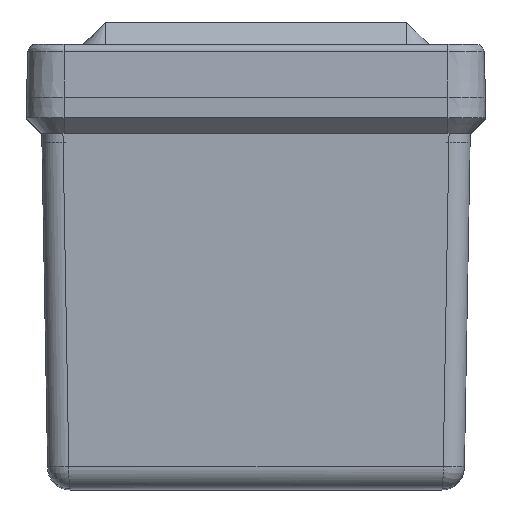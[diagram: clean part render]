
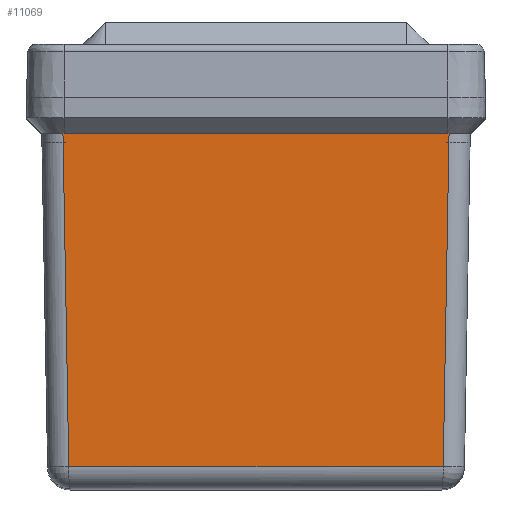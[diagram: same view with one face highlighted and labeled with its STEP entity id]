
A CAD part, top view. The second image highlights one B-rep face of the part: STEP entity #11069.
In plain terms, the highlighted planar face has unit normal (0, -0.018, 1).
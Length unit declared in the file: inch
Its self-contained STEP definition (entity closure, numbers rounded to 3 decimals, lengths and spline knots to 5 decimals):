
#435 = EDGE_CURVE ( 'NONE', #3865, #1222, #7428, .T. ) ;
#1075 = VECTOR ( 'NONE', #17722, 39.37008 ) ;
#1119 = LINE ( 'NONE', #11358, #11855 ) ;
#1222 = VERTEX_POINT ( 'NONE', #10682 ) ;
#2183 = AXIS2_PLACEMENT_3D ( 'NONE', #15214, #16862, #7366 ) ;
#2436 = LINE ( 'NONE', #6003, #18889 ) ;
#2622 = CARTESIAN_POINT ( 'NONE',  ( 1.60237, 2.9525, 3.18449 ) ) ;
#2854 = VERTEX_POINT ( 'NONE', #11591 ) ;
#3226 = VECTOR ( 'NONE', #10529, 39.37008 ) ;
#3236 = EDGE_CURVE ( 'NONE', #13803, #15264, #11369, .T. ) ;
#3683 = EDGE_CURVE ( 'NONE', #3865, #15264, #5328, .T. ) ;
#3865 = VERTEX_POINT ( 'NONE', #19597 ) ;
#4056 = PLANE ( 'NONE',  #2183 ) ;
#5205 = FACE_OUTER_BOUND ( 'NONE', #9690, .T. ) ;
#5242 = CARTESIAN_POINT ( 'NONE',  ( -1.60237, 2.9525, 3.18449 ) ) ;
#5328 = LINE ( 'NONE', #14538, #1075 ) ;
#5548 = ORIENTED_EDGE ( 'NONE', *, *, #16138, .T. ) ;
#5982 = CARTESIAN_POINT ( 'NONE',  ( 1.59375, 2.9525, 3.18449 ) ) ;
#6003 = CARTESIAN_POINT ( 'NONE',  ( 0., 2.9525, 3.18449 ) ) ;
#6401 = CARTESIAN_POINT ( 'NONE',  ( 0.79688, 0.18423, 3.13617 ) ) ;
#7366 = DIRECTION ( 'NONE',  ( 0., -1., -0.017 ) ) ;
#7403 = ORIENTED_EDGE ( 'NONE', *, *, #3683, .T. ) ;
#7428 = LINE ( 'NONE', #6401, #17075 ) ;
#7958 = CARTESIAN_POINT ( 'NONE',  ( 0., 2.9525, 3.18449 ) ) ;
#8105 = ORIENTED_EDGE ( 'NONE', *, *, #11160, .F. ) ;
#8144 = ORIENTED_EDGE ( 'NONE', *, *, #435, .F. ) ;
#8323 = ORIENTED_EDGE ( 'NONE', *, *, #9694, .T. ) ;
#9690 = EDGE_LOOP ( 'NONE', ( #8105, #8323, #8144, #7403, #13168, #5548 ) ) ;
#9694 = EDGE_CURVE ( 'NONE', #10189, #1222, #1119, .T. ) ;
#10189 = VERTEX_POINT ( 'NONE', #5242 ) ;
#10529 = DIRECTION ( 'NONE',  ( -1., 0., 0. ) ) ;
#10682 = CARTESIAN_POINT ( 'NONE',  ( -1.55405, 0.18423, 3.13617 ) ) ;
#11069 = ADVANCED_FACE ( 'NONE', ( #5205 ), #4056, .T. ) ;
#11160 = EDGE_CURVE ( 'NONE', #10189, #2854, #2436, .T. ) ;
#11280 = DIRECTION ( 'NONE',  ( -1., 0., 0. ) ) ;
#11358 = CARTESIAN_POINT ( 'NONE',  ( -1.60237, 2.9525, 3.18449 ) ) ;
#11369 = LINE ( 'NONE', #7958, #19050 ) ;
#11591 = CARTESIAN_POINT ( 'NONE',  ( -1.59375, 2.9525, 3.18449 ) ) ;
#11855 = VECTOR ( 'NONE', #17683, 39.37008 ) ;
#13168 = ORIENTED_EDGE ( 'NONE', *, *, #3236, .F. ) ;
#13803 = VERTEX_POINT ( 'NONE', #18829 ) ;
#14538 = CARTESIAN_POINT ( 'NONE',  ( 1.55405, 0.18423, 3.13617 ) ) ;
#15214 = CARTESIAN_POINT ( 'NONE',  ( 1.59375, 2.9525, 3.18449 ) ) ;
#15264 = VERTEX_POINT ( 'NONE', #2622 ) ;
#15967 = LINE ( 'NONE', #5982, #3226 ) ;
#16138 = EDGE_CURVE ( 'NONE', #13803, #2854, #15967, .T. ) ;
#16862 = DIRECTION ( 'NONE',  ( 0., -0.017, 1. ) ) ;
#17075 = VECTOR ( 'NONE', #11280, 39.37008 ) ;
#17260 = DIRECTION ( 'NONE',  ( 1., 0., 0. ) ) ;
#17683 = DIRECTION ( 'NONE',  ( 0.017, -1., -0.017 ) ) ;
#17722 = DIRECTION ( 'NONE',  ( 0.017, 1., 0.017 ) ) ;
#18829 = CARTESIAN_POINT ( 'NONE',  ( 1.59375, 2.9525, 3.18449 ) ) ;
#18889 = VECTOR ( 'NONE', #17260, 39.37008 ) ;
#19050 = VECTOR ( 'NONE', #19129, 39.37008 ) ;
#19129 = DIRECTION ( 'NONE',  ( 1., 0., 0. ) ) ;
#19597 = CARTESIAN_POINT ( 'NONE',  ( 1.55405, 0.18423, 3.13617 ) ) ;
